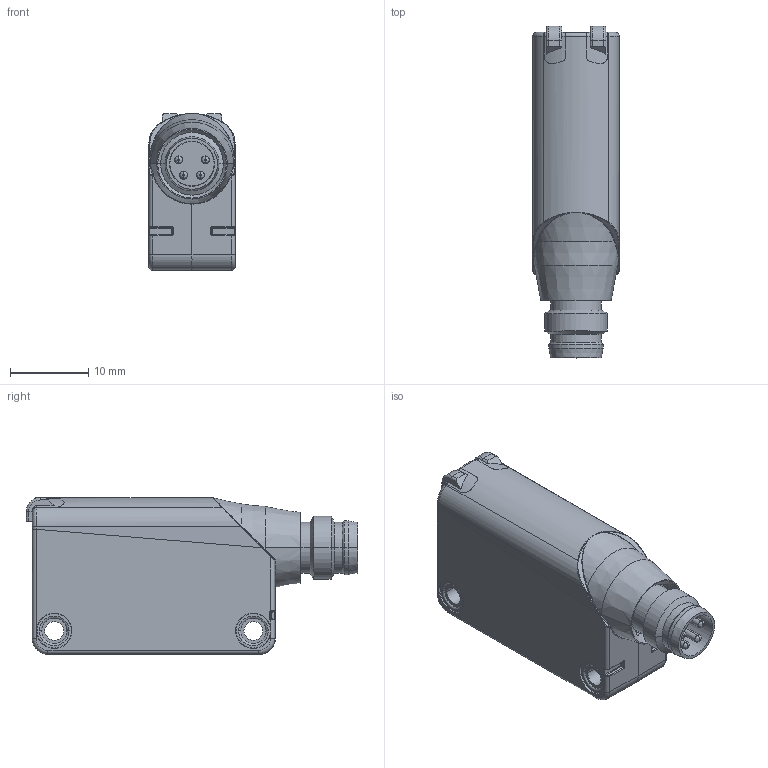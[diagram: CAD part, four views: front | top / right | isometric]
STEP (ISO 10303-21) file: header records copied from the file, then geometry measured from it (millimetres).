
FILE_DESCRIPTION((''),'2;1');
FILE_NAME('CAD-A007_ML100-54-F-WOPOTI-PLUG_ASM','2018-04-30T',('sereneee'),(''),'PRO/ENGINEER BY PARAMETRIC TECHNOLOGY CORPORATION, 2015440','PRO/ENGINEER BY PARAMETRIC TECHNOLOGY CORPORATION, 2015440','');
FILE_SCHEMA(('CONFIG_CONTROL_DESIGN'));
Length unit declared in the file: millimetre
Products named in the file (12): PRT0055_1; PRT0056_1; PRT0057_1; PRT0058_1; PRT0059_1; PRT0060_1; PRT0061_1; PRT0062_1; ASM0004_ASM_1_ASM; ASM0003_ASM_1_ASM; ASM0002_ASM_1_ASM; CAD-A007_ML100-54-F-WOPOTI-PLUG_ASM
Assembly tree (11 placements, depth 5):
  CAD-A007_ML100-54-F-WOPOTI-PLUG_ASM
    ASM0002_ASM_1_ASM
      ASM0003_ASM_1_ASM
        ASM0004_ASM_1_ASM
          PRT0055_1
          PRT0056_1
          PRT0057_1
          PRT0058_1
          PRT0059_1
          PRT0060_1
          PRT0061_1
          PRT0062_1
Bounding box: 11 x 42.35 x 20 mm (x, y, z)
Volume: 2901.9 mm3; surface area: 6275.6 mm2
Topology: 8 solids, 8 shells, 854 faces, 2375 edges, 1551 vertices
Faces by surface type: plane 411, cylinder 227, bspline 90, torus 48, cone 40, extrusion 24, sphere 14
Entity records: 38959 total; most frequent: CARTESIAN_POINT 12035, ORIENTED_EDGE 4706, DIRECTION 3893, EDGE_CURVE 2353, VERTEX_POINT 1533, AXIS2_PLACEMENT_3D 1299, VECTOR 1295, LINE 1271
